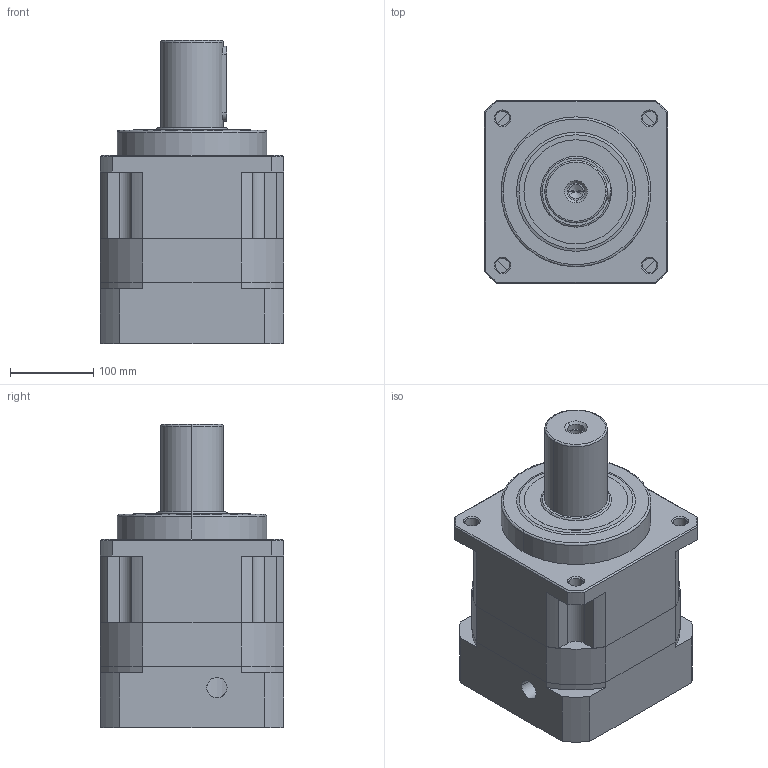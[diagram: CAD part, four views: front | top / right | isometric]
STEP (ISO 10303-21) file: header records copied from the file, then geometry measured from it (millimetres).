
FILE_DESCRIPTION (( 'STEP AP214' ), '1' );
FILE_NAME ('SB220-L1-35-114.3-200M12.STEP', '2021-12-18T06:34:29', ( 'admin' ), ( '' ), 'SwSTEP 2.0', 'SolidWorks 2013', '' );
FILE_SCHEMA (( 'AUTOMOTIVE_DESIGN' ));
Length unit declared in the file: millimetre
Products named in the file (4): SB220_X2_58F34F53_X0_-35; SB220-114.3-200M12; SB220_X2_8F9351FA7AEF_X0_; SB220-L1-35-114.3-200M12
Assembly tree (3 placements, depth 2):
  SB220-L1-35-114.3-200M12
    SB220_X2_8F9351FA7AEF_X0_
    SB220-114.3-200M12
    SB220_X2_58F34F53_X0_-35
Bounding box: 220 x 220 x 364 mm (x, y, z)
Volume: 9960715.7 mm3; surface area: 616090.6 mm2
Topology: 3 solids, 3 shells, 296 faces, 732 edges, 455 vertices
Faces by surface type: cylinder 154, plane 81, cone 53, bspline 8
Entity records: 12954 total; most frequent: CARTESIAN_POINT 2344, DIRECTION 1620, ORIENTED_EDGE 1412, EDGE_CURVE 706, AXIS2_PLACEMENT_3D 645, VERTEX_POINT 455, EDGE_LOOP 377, CIRCLE 351
